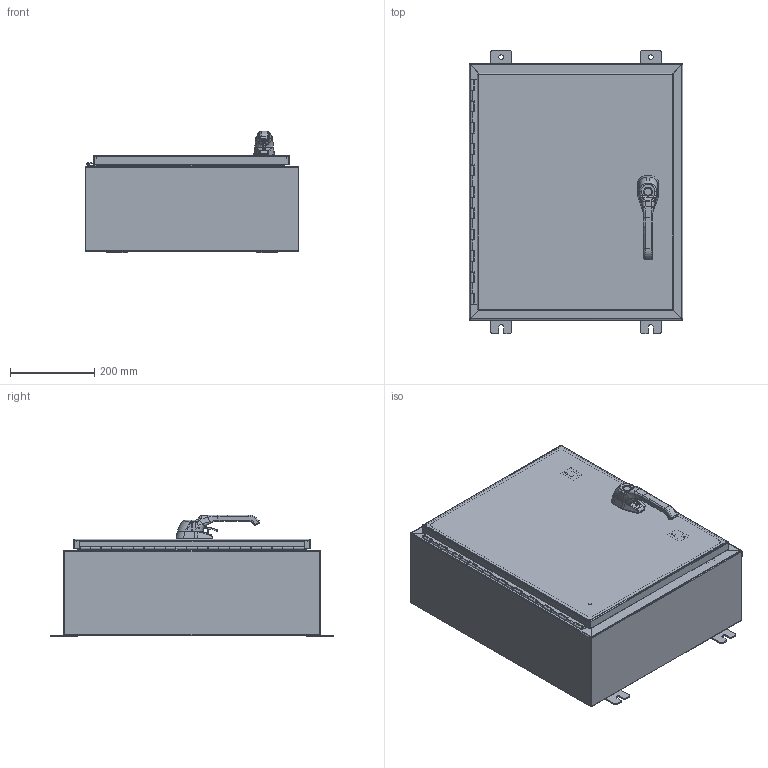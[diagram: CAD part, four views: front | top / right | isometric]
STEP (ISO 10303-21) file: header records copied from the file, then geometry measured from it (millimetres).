
FILE_DESCRIPTION((''),'2;1');
FILE_NAME('SSN42420083PT.stp','2012-03-26T15:42:47',('dnichola'),(''),'Autodesk Inventor 2012','Autodesk Inventor 2012','');
FILE_SCHEMA(('AUTOMOTIVE_DESIGN { 1 0 10303 214 1 1 1 1 }'));
Length unit declared in the file: inch
Products named in the file (45): SSN42420083PT; 34871; SSN42420083PTBKP; HFW32451; 1091-73; 1091-B11_ASM; 1091-74-03; 1091-74-01; 1091-75; DIN3771_16X2_5; 2100-11; 1091-76; D125B_10_5; DIN985_M10; 1000-277-01; 1000-02; 1225-05; SPACER; HFW31235; HFW369101; HFW31234; SS_LARGE_DOOR_ROD_ASSM-37038; HFW31712; 1091-903_AF0; 1091-903_AF0_1; 1091-903_AF0_2; PLASTIC-ROLLER-CAM_AF0_ASM; PLASTIC-ROLLER-CAM_AF1; 7379-M6-8X25_AF0; LOCK-NUT_AF0; SUPPORT-ROLL_AF0; 1091-BR11_AF0; 37038; 30254; HFW3762; 31230; 3862; 22x18; 38846; SSN424203PTLID ...
Assembly tree (63 placements, depth 5):
  SSN42420083PT
    34871  x4
    SSN42420083PTBKP
    HFW32451
      1091-73
      1091-B11_ASM
        1091-74-03
        1091-74-01
      1091-75
      DIN3771_16X2_5
      2100-11
      1091-76
      D125B_10_5
      DIN985_M10
      1000-277-01  x2
      1000-02
      1225-05
      SPACER
    HFW31235  x2
    HFW369101  x4
    HFW31234  x2
    SS_LARGE_DOOR_ROD_ASSM-37038
      HFW31712
        1091-903_AF0
          1091-903_AF0_1
          1091-903_AF0_2
        PLASTIC-ROLLER-CAM_AF0_ASM
          PLASTIC-ROLLER-CAM_AF1
          7379-M6-8X25_AF0
          LOCK-NUT_AF0
        SUPPORT-ROLL_AF0
        1091-BR11_AF0
      37038  x2
      30254  x2
      HFW3762  x4
      31230  x2
      3862  x2
    22x18
    38846
    SSN424203PTLID
    328138
      328138L
      328138P
      328138T
    38859  x4
Bounding box: 508 x 673.1 x 289.75 mm (x, y, z)
Volume: 2674343.5 mm3; surface area: 2692392.8 mm2
Topology: 56 solids, 56 shells, 2624 faces, 6283 edges, 3816 vertices
Faces by surface type: plane 1022, cylinder 961, bspline 272, torus 225, sphere 95, cone 49
Full cylindrical faces by diameter (mm): 2.5 x1, 3 x1, 3.048 x1, 3.1 x2, 3.15 x1, 3.5 x1, 3.9 x1, 4.2 x2, 4.5 x2, 4.763 x4, 5 x3, 5.4 x3, 5.69 x4, 6 x3, 6.128 x2, 6.172 x2, 6.337 x6, 6.35 x9, 6.41 x2, 6.655 x16, 7.137 x3, 7.144 x2, 7.938 x2, 8 x2, 8.2 x1, 8.382 x8, 8.56 x1, 9.525 x2, 10 x1, 10.16 x4
Entity records: 89855 total; most frequent: CARTESIAN_POINT 39780, DIRECTION 10306, ORIENTED_EDGE 9776, EDGE_CURVE 4888, AXIS2_PLACEMENT_3D 3935, VERTEX_POINT 3013, VECTOR 2436, LINE 2436
